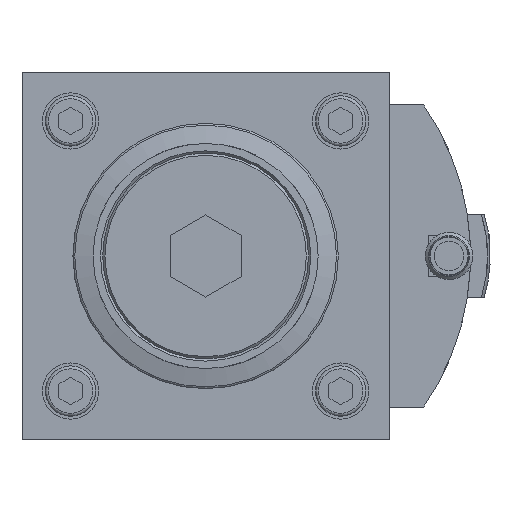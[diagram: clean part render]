
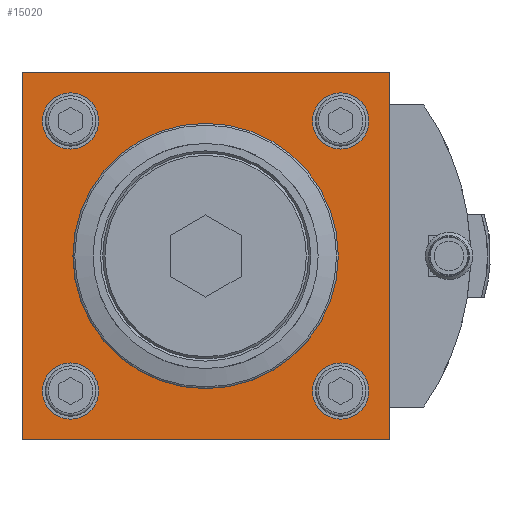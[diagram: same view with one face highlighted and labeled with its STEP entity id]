
A CAD part, front view. The second image highlights one B-rep face of the part: STEP entity #15020.
In plain terms, the highlighted planar face has unit normal (0, -1, 0).
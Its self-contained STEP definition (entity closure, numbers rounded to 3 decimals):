
#306=PLANE('',#15839);
#1123=LINE('',#21094,#2139);
#1126=LINE('',#21100,#2142);
#1129=LINE('',#21106,#2145);
#1132=LINE('',#21111,#2148);
#2139=VECTOR('',#17754,1000.);
#2142=VECTOR('',#17759,1000.);
#2145=VECTOR('',#17764,1000.);
#2148=VECTOR('',#17769,1000.);
#2728=CIRCLE('',#15840,4.75);
#2729=CIRCLE('',#15841,4.75);
#2730=CIRCLE('',#15842,4.75);
#2731=CIRCLE('',#15843,4.75);
#2732=CIRCLE('',#15844,22.4);
#4142=ORIENTED_EDGE('',*,*,#6584,.F.);
#4143=ORIENTED_EDGE('',*,*,#6585,.F.);
#4144=ORIENTED_EDGE('',*,*,#6586,.F.);
#4145=ORIENTED_EDGE('',*,*,#6587,.F.);
#4146=ORIENTED_EDGE('',*,*,#6588,.F.);
#4147=ORIENTED_EDGE('',*,*,#6574,.F.);
#4148=ORIENTED_EDGE('',*,*,#6583,.F.);
#4149=ORIENTED_EDGE('',*,*,#6580,.F.);
#4150=ORIENTED_EDGE('',*,*,#6577,.F.);
#6574=EDGE_CURVE('',#7831,#7832,#1123,.T.);
#6577=EDGE_CURVE('',#7832,#7834,#1126,.T.);
#6580=EDGE_CURVE('',#7834,#7836,#1129,.T.);
#6583=EDGE_CURVE('',#7836,#7831,#1132,.T.);
#6584=EDGE_CURVE('',#7837,#7837,#2728,.T.);
#6585=EDGE_CURVE('',#7838,#7838,#2729,.T.);
#6586=EDGE_CURVE('',#7839,#7839,#2730,.T.);
#6587=EDGE_CURVE('',#7840,#7840,#2731,.T.);
#6588=EDGE_CURVE('',#7841,#7841,#2732,.F.);
#7831=VERTEX_POINT('',#21093);
#7832=VERTEX_POINT('',#21095);
#7834=VERTEX_POINT('',#21101);
#7836=VERTEX_POINT('',#21107);
#7837=VERTEX_POINT('',#21114);
#7838=VERTEX_POINT('',#21116);
#7839=VERTEX_POINT('',#21118);
#7840=VERTEX_POINT('',#21120);
#7841=VERTEX_POINT('',#21122);
#8683=EDGE_LOOP('',(#4142));
#8684=EDGE_LOOP('',(#4143));
#8685=EDGE_LOOP('',(#4144));
#8686=EDGE_LOOP('',(#4145));
#8687=EDGE_LOOP('',(#4146));
#8688=EDGE_LOOP('',(#4147,#4148,#4149,#4150));
#9518=FACE_BOUND('',#8683,.T.);
#9519=FACE_BOUND('',#8684,.T.);
#9520=FACE_BOUND('',#8685,.T.);
#9521=FACE_BOUND('',#8686,.T.);
#9522=FACE_BOUND('',#8687,.T.);
#9523=FACE_BOUND('',#8688,.T.);
#15020=ADVANCED_FACE('',(#9518,#9519,#9520,#9521,#9522,#9523),#306,.F.);
#15839=AXIS2_PLACEMENT_3D('',#21112,#17770,#17771);
#15840=AXIS2_PLACEMENT_3D('',#21113,#17772,#17773);
#15841=AXIS2_PLACEMENT_3D('',#21115,#17774,#17775);
#15842=AXIS2_PLACEMENT_3D('',#21117,#17776,#17777);
#15843=AXIS2_PLACEMENT_3D('',#21119,#17778,#17779);
#15844=AXIS2_PLACEMENT_3D('',#21121,#17780,#17781);
#17754=DIRECTION('',(0.,0.,1.));
#17759=DIRECTION('',(1.,0.,0.));
#17764=DIRECTION('',(0.,0.,-1.));
#17769=DIRECTION('',(-1.,0.,0.));
#17770=DIRECTION('',(0.,1.,0.));
#17771=DIRECTION('',(0.,0.,1.));
#17772=DIRECTION('',(0.,-1.,0.));
#17773=DIRECTION('',(0.,0.,-1.));
#17774=DIRECTION('',(0.,-1.,0.));
#17775=DIRECTION('',(0.,0.,-1.));
#17776=DIRECTION('',(0.,-1.,0.));
#17777=DIRECTION('',(0.,0.,-1.));
#17778=DIRECTION('',(0.,-1.,0.));
#17779=DIRECTION('',(0.,0.,-1.));
#17780=DIRECTION('',(0.,1.,0.));
#17781=DIRECTION('',(0.,0.,1.));
#21093=CARTESIAN_POINT('',(-30.99,-58.5,-30.99));
#21094=CARTESIAN_POINT('',(-30.99,-58.5,-30.99));
#21095=CARTESIAN_POINT('',(-30.99,-58.5,30.99));
#21100=CARTESIAN_POINT('',(-30.99,-58.5,30.99));
#21101=CARTESIAN_POINT('',(30.99,-58.5,30.99));
#21106=CARTESIAN_POINT('',(30.99,-58.5,30.99));
#21107=CARTESIAN_POINT('',(30.99,-58.5,-30.99));
#21111=CARTESIAN_POINT('',(30.99,-58.5,-30.99));
#21112=CARTESIAN_POINT('',(0.,-58.5,0.));
#21113=CARTESIAN_POINT('',(-22.8,-58.5,22.8));
#21114=CARTESIAN_POINT('',(-22.8,-58.5,18.05));
#21115=CARTESIAN_POINT('',(22.8,-58.5,22.8));
#21116=CARTESIAN_POINT('',(22.8,-58.5,18.05));
#21117=CARTESIAN_POINT('',(-22.8,-58.5,-22.8));
#21118=CARTESIAN_POINT('',(-22.8,-58.5,-27.55));
#21119=CARTESIAN_POINT('',(22.8,-58.5,-22.8));
#21120=CARTESIAN_POINT('',(22.8,-58.5,-27.55));
#21121=CARTESIAN_POINT('',(0.,-58.5,0.));
#21122=CARTESIAN_POINT('',(0.,-58.5,22.4));
